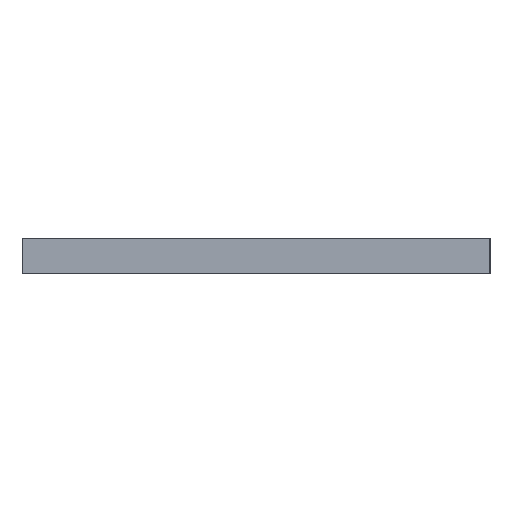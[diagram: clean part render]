
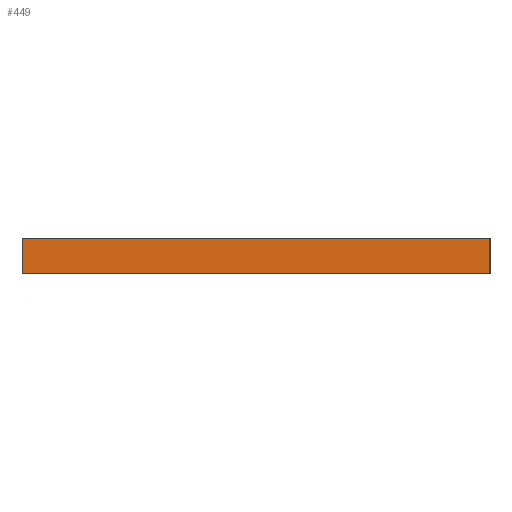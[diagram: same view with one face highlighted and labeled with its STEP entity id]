
A CAD part, left-side view. The second image highlights one B-rep face of the part: STEP entity #449.
In plain terms, the highlighted planar face has unit normal (-1, 0, 0).
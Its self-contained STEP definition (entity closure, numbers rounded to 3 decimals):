
#109 = CARTESIAN_POINT ( 'NONE',  ( -22., 9.672, 2. ) ) ;
#160 = LINE ( 'NONE', #580, #447 ) ;
#205 = CARTESIAN_POINT ( 'NONE',  ( -22., -16.88, 0. ) ) ;
#210 = CARTESIAN_POINT ( 'NONE',  ( -22., 9.672, 0. ) ) ;
#233 = DIRECTION ( 'NONE',  ( 0., 1., 0. ) ) ;
#302 = AXIS2_PLACEMENT_3D ( 'NONE', #325, #1193, #233 ) ;
#325 = CARTESIAN_POINT ( 'NONE',  ( -22., 9.672, 2. ) ) ;
#359 = CARTESIAN_POINT ( 'NONE',  ( -22., 9.672, 0. ) ) ;
#376 = VERTEX_POINT ( 'NONE', #205 ) ;
#447 = VECTOR ( 'NONE', #1029, 1000. ) ;
#449 = ADVANCED_FACE ( 'NONE', ( #1110 ), #636, .F. ) ;
#461 = ORIENTED_EDGE ( 'NONE', *, *, #947, .T. ) ;
#580 = CARTESIAN_POINT ( 'NONE',  ( -22., -16.88, 2. ) ) ;
#636 = PLANE ( 'NONE',  #302 ) ;
#688 = ORIENTED_EDGE ( 'NONE', *, *, #697, .T. ) ;
#697 = EDGE_CURVE ( 'NONE', #984, #376, #1347, .T. ) ;
#721 = VECTOR ( 'NONE', #793, 1000. ) ;
#793 = DIRECTION ( 'NONE',  ( 0., -1., 0. ) ) ;
#812 = EDGE_LOOP ( 'NONE', ( #688, #1256, #1408, #461 ) ) ;
#825 = VECTOR ( 'NONE', #1211, 1000. ) ;
#947 = EDGE_CURVE ( 'NONE', #1139, #984, #1101, .T. ) ;
#984 = VERTEX_POINT ( 'NONE', #210 ) ;
#988 = VECTOR ( 'NONE', #997, 1000. ) ;
#997 = DIRECTION ( 'NONE',  ( 0., 0., -1. ) ) ;
#1029 = DIRECTION ( 'NONE',  ( 0., 0., -1. ) ) ;
#1092 = EDGE_CURVE ( 'NONE', #1406, #376, #160, .T. ) ;
#1101 = LINE ( 'NONE', #1184, #988 ) ;
#1110 = FACE_OUTER_BOUND ( 'NONE', #812, .T. ) ;
#1139 = VERTEX_POINT ( 'NONE', #1227 ) ;
#1184 = CARTESIAN_POINT ( 'NONE',  ( -22., 9.672, 2. ) ) ;
#1193 = DIRECTION ( 'NONE',  ( 1., 0., 0. ) ) ;
#1211 = DIRECTION ( 'NONE',  ( 0., -1., 0. ) ) ;
#1227 = CARTESIAN_POINT ( 'NONE',  ( -22., 9.672, 2. ) ) ;
#1256 = ORIENTED_EDGE ( 'NONE', *, *, #1092, .F. ) ;
#1286 = LINE ( 'NONE', #109, #825 ) ;
#1332 = EDGE_CURVE ( 'NONE', #1139, #1406, #1286, .T. ) ;
#1347 = LINE ( 'NONE', #359, #721 ) ;
#1396 = CARTESIAN_POINT ( 'NONE',  ( -22., -16.88, 2. ) ) ;
#1406 = VERTEX_POINT ( 'NONE', #1396 ) ;
#1408 = ORIENTED_EDGE ( 'NONE', *, *, #1332, .F. ) ;
